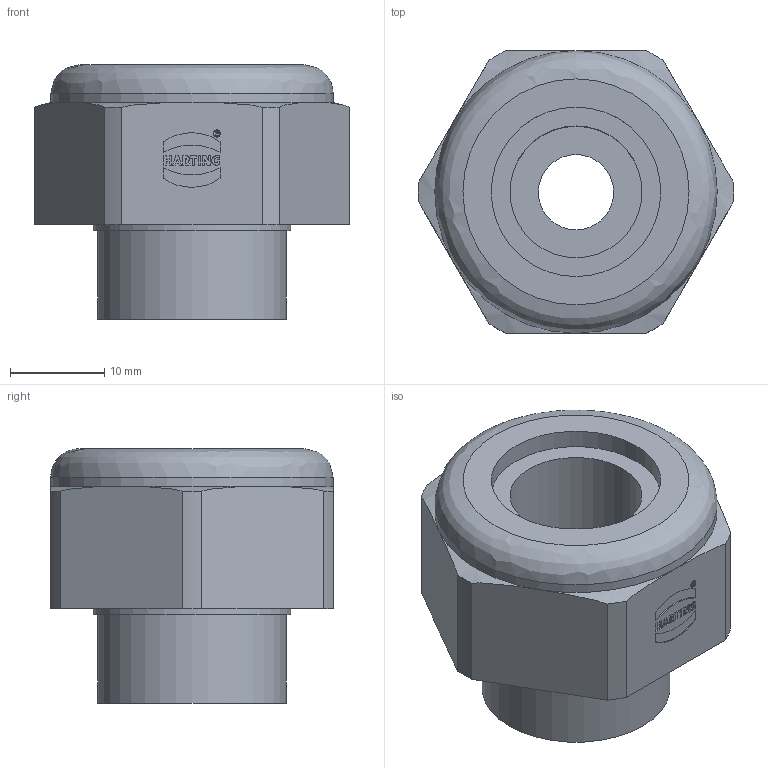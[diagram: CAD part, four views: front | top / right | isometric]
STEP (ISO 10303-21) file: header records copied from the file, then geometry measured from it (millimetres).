
FILE_DESCRIPTION(/* description */ (''),/* implementation_level */ '2;1');
FILE_NAME(/* name */ '100104755ugm000_c.stp',/* time_stamp */ '2019-10-24T12:22:22+02:00',/* author */ (''),/* organization */ (''),/* preprocessor_version */ 'ST-DEVELOPER v16.7',/* originating_system */ 'SIEMENS PLM Software NX 12.0',/* authorisation */ '');
FILE_SCHEMA (('AUTOMOTIVE_DESIGN { 1 0 10303 214 3 1 1 1 }'));
Length unit declared in the file: millimetre
Products named in the file (1): 100104755ugm000_c
Bounding box: 33.49 x 30 x 27 mm (x, y, z)
Volume: 10504.1 mm3; surface area: 6002.7 mm2
Topology: 1 solids, 1 shells, 135 faces, 357 edges, 245 vertices
Faces by surface type: plane 103, cylinder 23, bspline 7, extrusion 2
Full cylindrical faces by diameter (mm): 0.66 x1, 0.78 x1, 8 x1, 14 x1, 18 x1, 20 x1, 21 x1, 25 x1, 30 x1
Entity records: 5205 total; most frequent: CARTESIAN_POINT 1140, ORIENTED_EDGE 690, DIRECTION 613, EDGE_CURVE 345, VECTOR 255, LINE 253, VERTEX_POINT 242, AXIS2_PLACEMENT_3D 179
